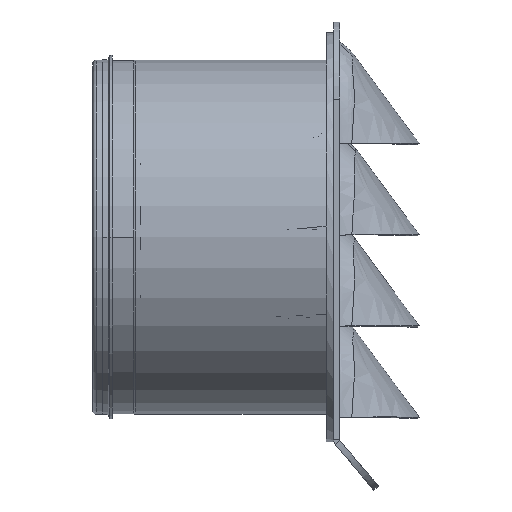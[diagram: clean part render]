
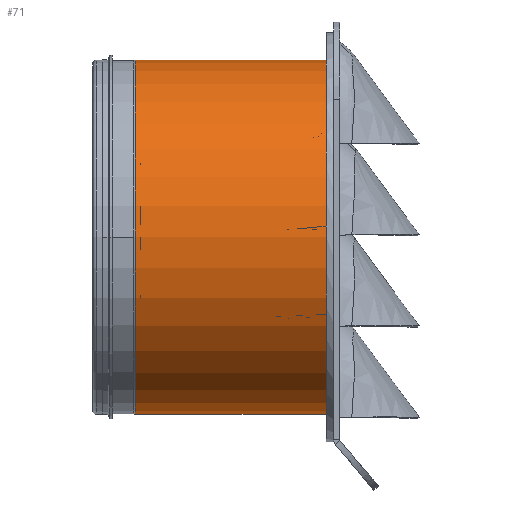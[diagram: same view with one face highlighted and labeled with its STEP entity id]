
A CAD part, front view. The second image highlights one B-rep face of the part: STEP entity #71.
In plain terms, the highlighted cylindrical face has radius 73.5 mm (diameter 147 mm), a partial arc.
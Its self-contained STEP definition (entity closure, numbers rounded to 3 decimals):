
#71=ADVANCED_FACE('',(#238),#239,.T.);
#238=FACE_OUTER_BOUND('',#530,.T.);
#239=CYLINDRICAL_SURFACE('',#531,73.5);
#530=EDGE_LOOP('',(#21929,#21930,#21931,#21932));
#531=AXIS2_PLACEMENT_3D('',#21933,#21934,#21935);
#21929=ORIENTED_EDGE('',*,*,#23024,.T.);
#21930=ORIENTED_EDGE('',*,*,#23025,.T.);
#21931=ORIENTED_EDGE('',*,*,#22991,.F.);
#21932=ORIENTED_EDGE('',*,*,#23026,.F.);
#21933=CARTESIAN_POINT('',(1.17,0.,0.));
#21934=DIRECTION('',(1.0,0.0,-0.0));
#21935=DIRECTION('',(0.0,0.0,1.0));
#22991=EDGE_CURVE('',#23357,#23359,#23360,.T.);
#23024=EDGE_CURVE('',#23413,#23412,#23415,.T.);
#23025=EDGE_CURVE('',#23412,#23359,#23416,.T.);
#23026=EDGE_CURVE('',#23413,#23357,#23417,.T.);
#23357=VERTEX_POINT('',#23926);
#23359=VERTEX_POINT('',#23928);
#23360=CIRCLE('',#23929,73.5);
#23412=VERTEX_POINT('',#23990);
#23413=VERTEX_POINT('',#23991);
#23415=CIRCLE('',#23993,73.5);
#23416=LINE('',#23994,#23995);
#23417=LINE('',#23996,#23997);
#23926=CARTESIAN_POINT('',(17.7,0.,-73.5));
#23928=CARTESIAN_POINT('',(17.7,0.,73.5));
#23929=AXIS2_PLACEMENT_3D('',#30693,#30694,#30695);
#23990=CARTESIAN_POINT('',(97.0,0.,73.5));
#23991=CARTESIAN_POINT('',(97.0,0.,-73.5));
#23993=AXIS2_PLACEMENT_3D('',#30774,#30775,#30776);
#23994=CARTESIAN_POINT('',(1.17,0.,73.5));
#23995=VECTOR('',#30777,1000.0);
#23996=CARTESIAN_POINT('',(1.17,0.,-73.5));
#23997=VECTOR('',#30778,1000.0);
#30693=CARTESIAN_POINT('',(17.7,0.,0.));
#30694=DIRECTION('',(-1.0,0.0,0.0));
#30695=DIRECTION('',(0.0,0.0,1.0));
#30774=CARTESIAN_POINT('',(97.0,0.,0.));
#30775=DIRECTION('',(-1.0,0.0,0.0));
#30776=DIRECTION('',(0.0,0.0,1.0));
#30777=DIRECTION('',(-1.0,0.0,0.0));
#30778=DIRECTION('',(-1.0,0.0,0.0));
